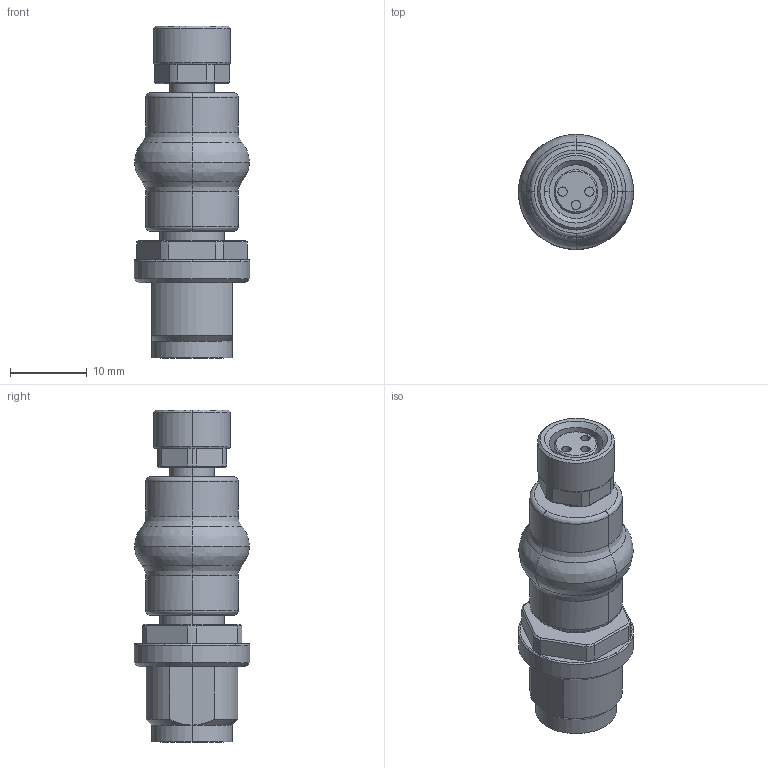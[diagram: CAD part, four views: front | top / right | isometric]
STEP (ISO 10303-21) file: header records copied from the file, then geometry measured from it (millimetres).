
FILE_DESCRIPTION(('CATIA V5 STEP Exchange','CAx-IF Rec.Pracs.--- Model Styling and Organization---1.4--- 2014-01-23'),'2;1');
FILE_NAME ('321626-3_0_1990550000_1990550000.stp','2020-11-11T17:01:40+00:00',('none'),('Weidmueller'),'CATIA Version 5-6 Release 2016 SP3 HF44','CATIA V5 STEP AP214','none');
FILE_SCHEMA(('AUTOMOTIVE_DESIGN { 1 0 10303 214 1 1 1 1 }'));
Length unit declared in the file: millimetre
Products named in the file (1): 1990550000
Bounding box: 15 x 15 x 43.2 mm (x, y, z)
Volume: 4276 mm3; surface area: 3760.1 mm2
Topology: 5 solids, 5 shells, 229 faces, 518 edges, 314 vertices
Faces by surface type: cylinder 73, bspline 64, plane 62, cone 26, torus 4
Entity records: 6971 total; most frequent: CARTESIAN_POINT 2779, ORIENTED_EDGE 1036, DIRECTION 573, EDGE_CURVE 518, VERTEX_POINT 314, AXIS2_PLACEMENT_3D 274, EDGE_LOOP 254, ADVANCED_FACE 229
